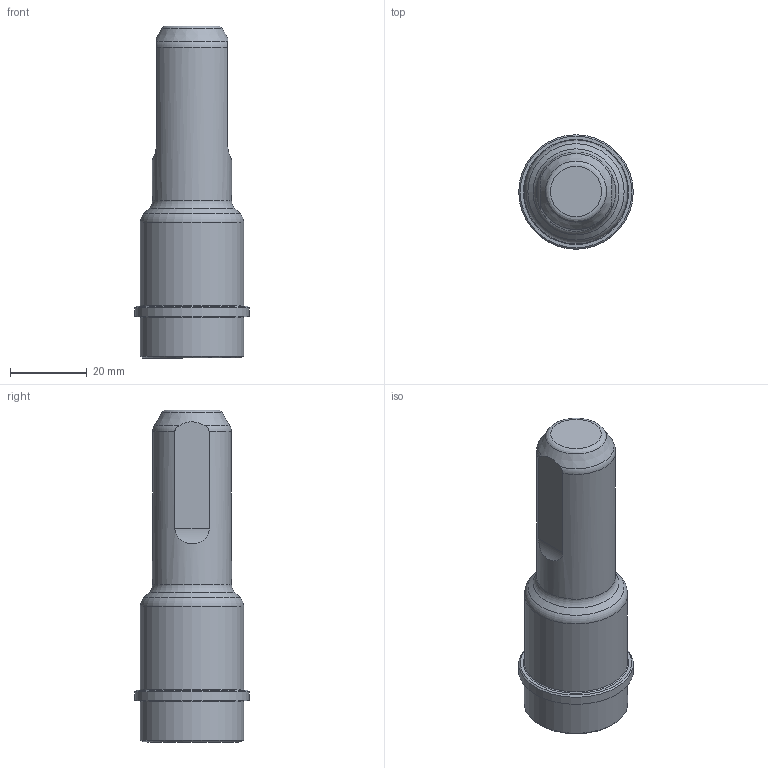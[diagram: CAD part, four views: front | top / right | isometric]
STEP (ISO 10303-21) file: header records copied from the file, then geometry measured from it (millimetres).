
FILE_DESCRIPTION(/* description */ (''),/* implementation_level */ '2;1');
FILE_NAME(/* name */ '99-830-1_CLR.stp',/* time_stamp */ '2010-10-07T16:53:09-04:00',/* author */ (''),/* organization */ (''),/* preprocessor_version */ 'ST-DEVELOPER v11',/* originating_system */ 'SIEMENS PLM Software NX 7.0',/* authorisation */ '');
FILE_SCHEMA (('CONFIG_CONTROL_DESIGN'));
Length unit declared in the file: millimetre
Products named in the file (1): 99_830_1_x_t
Bounding box: 29.78 x 29.78 x 86.36 mm (x, y, z)
Volume: 37208.4 mm3; surface area: 7346.1 mm2
Topology: 1 solids, 1 shells, 23 faces, 52 edges, 33 vertices
Faces by surface type: torus 7, cylinder 6, plane 6, cone 4
Full cylindrical faces by diameter (mm): 20.561 x1, 26.848 x1, 26.949 x1, 29.782 x1
Entity records: 644 total; most frequent: CARTESIAN_POINT 132, DIRECTION 92, ORIENTED_EDGE 66, AXIS2_PLACEMENT_3D 43, EDGE_LOOP 38, EDGE_CURVE 33, FACE_BOUND 30, VERTEX_POINT 27
